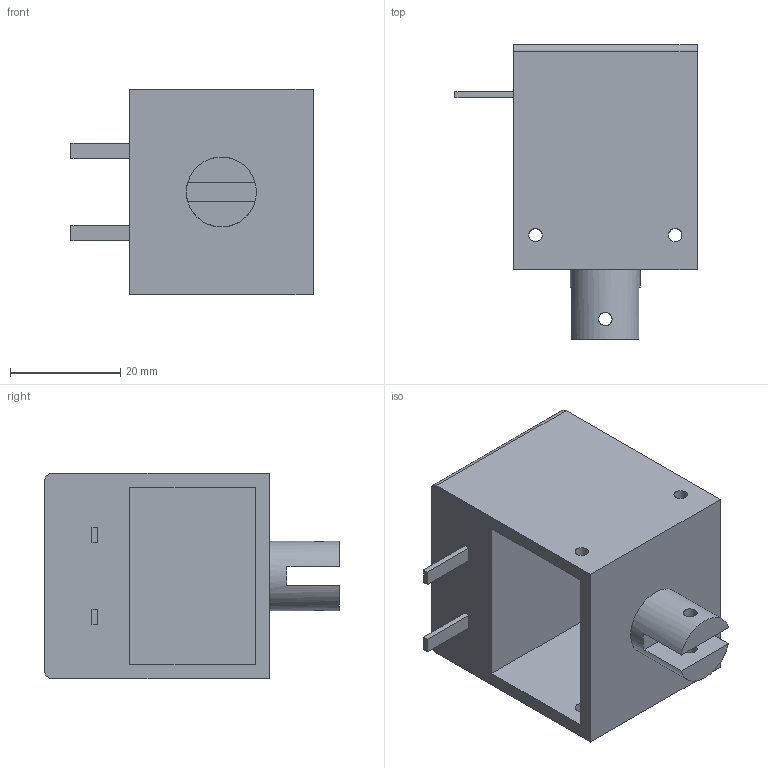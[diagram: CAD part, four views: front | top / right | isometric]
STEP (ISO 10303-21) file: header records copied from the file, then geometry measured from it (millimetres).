
FILE_DESCRIPTION(/* description */ (''),/* implementation_level */ '2;1');
FILE_NAME(/* name */ 'Solenoid v1.step',/* time_stamp */ '2018-12-23T11:34:00-08:00',/* author */ ('blankenberg.l'),/* organization */ (''),/* preprocessor_version */ 'ST-DEVELOPER v17.2',/* originating_system */ 'Autodesk Translation Framework v7.6.0.251',/* authorisation */ '');
FILE_SCHEMA (('AUTOMOTIVE_DESIGN { 1 0 10303 214 3 1 1 }'));
Length unit declared in the file: inch
Products named in the file (1): Solenoid
Bounding box: 43.99 x 53.57 x 37.29 mm (x, y, z)
Volume: 29225.5 mm3; surface area: 12536.5 mm2
Topology: 1 solids, 1 shells, 35 faces, 96 edges, 66 vertices
Faces by surface type: plane 26, cylinder 9
Full cylindrical faces by diameter (mm): 2.438 x6, 12.7 x1
Entity records: 1238 total; most frequent: CARTESIAN_POINT 270, ORIENTED_EDGE 192, DIRECTION 184, EDGE_CURVE 96, LINE 66, VECTOR 66, VERTEX_POINT 66, AXIS2_PLACEMENT_3D 59
